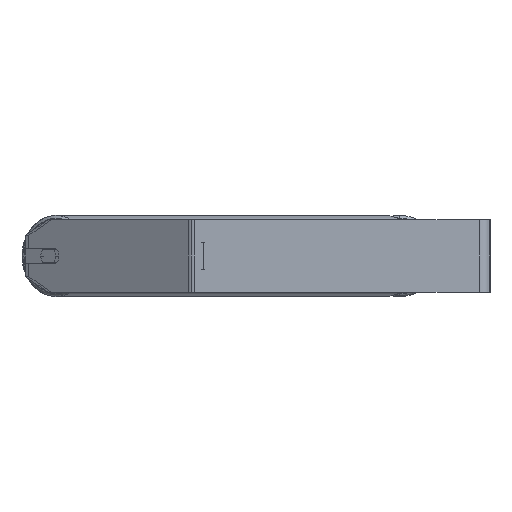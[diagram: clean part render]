
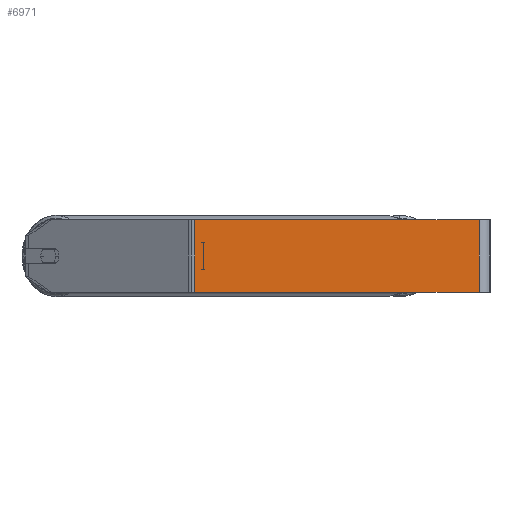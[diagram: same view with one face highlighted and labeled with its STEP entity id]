
A CAD part, left-side view. The second image highlights one B-rep face of the part: STEP entity #6971.
In plain terms, the highlighted planar face has unit normal (-1, 0, 0).
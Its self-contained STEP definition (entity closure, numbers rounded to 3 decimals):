
#468 = DIRECTION ( 'NONE',  ( 1., 0., 0. ) ) ;
#962 = ORIENTED_EDGE ( 'NONE', *, *, #6005, .F. ) ;
#1105 = ORIENTED_EDGE ( 'NONE', *, *, #8720, .F. ) ;
#1767 = FACE_OUTER_BOUND ( 'NONE', #4042, .T. ) ;
#1788 = VECTOR ( 'NONE', #4477, 1000. ) ;
#1857 = VERTEX_POINT ( 'NONE', #6373 ) ;
#1868 = VERTEX_POINT ( 'NONE', #7626 ) ;
#2049 = EDGE_CURVE ( 'NONE', #1857, #1868, #4004, .T. ) ;
#2471 = PLANE ( 'NONE',  #6423 ) ;
#3174 = DIRECTION ( 'NONE',  ( 0., 0., -1. ) ) ;
#3676 = DIRECTION ( 'NONE',  ( 0., 0., -1. ) ) ;
#3809 = LINE ( 'NONE', #4424, #1788 ) ;
#4004 = LINE ( 'NONE', #4769, #7686 ) ;
#4042 = EDGE_LOOP ( 'NONE', ( #7923, #962, #1105, #6763 ) ) ;
#4049 = VECTOR ( 'NONE', #3676, 1000. ) ;
#4094 = DIRECTION ( 'NONE',  ( 0., 0., -1. ) ) ;
#4374 = CARTESIAN_POINT ( 'NONE',  ( -1000., 12., -40. ) ) ;
#4424 = CARTESIAN_POINT ( 'NONE',  ( -1000., 327.845, 40. ) ) ;
#4477 = DIRECTION ( 'NONE',  ( 0., -1., 0. ) ) ;
#4494 = CARTESIAN_POINT ( 'NONE',  ( -1000., 327.845, 40. ) ) ;
#4750 = LINE ( 'NONE', #7406, #4891 ) ;
#4769 = CARTESIAN_POINT ( 'NONE',  ( -1000., 324.062, 40. ) ) ;
#4891 = VECTOR ( 'NONE', #7459, 1000. ) ;
#5006 = CARTESIAN_POINT ( 'NONE',  ( -1000., 12., 40. ) ) ;
#5214 = EDGE_CURVE ( 'NONE', #1868, #5982, #4750, .T. ) ;
#5250 = CARTESIAN_POINT ( 'NONE',  ( -1000., 12., 40. ) ) ;
#5809 = LINE ( 'NONE', #5006, #4049 ) ;
#5982 = VERTEX_POINT ( 'NONE', #4374 ) ;
#6005 = EDGE_CURVE ( 'NONE', #8316, #5982, #5809, .T. ) ;
#6373 = CARTESIAN_POINT ( 'NONE',  ( -1000., 324.062, 40. ) ) ;
#6423 = AXIS2_PLACEMENT_3D ( 'NONE', #4494, #468, #3174 ) ;
#6763 = ORIENTED_EDGE ( 'NONE', *, *, #2049, .T. ) ;
#6971 = ADVANCED_FACE ( 'NONE', ( #1767 ), #2471, .F. ) ;
#7406 = CARTESIAN_POINT ( 'NONE',  ( -1000., 327.845, -40. ) ) ;
#7459 = DIRECTION ( 'NONE',  ( 0., -1., 0. ) ) ;
#7626 = CARTESIAN_POINT ( 'NONE',  ( -1000., 324.062, -40. ) ) ;
#7686 = VECTOR ( 'NONE', #4094, 1000. ) ;
#7923 = ORIENTED_EDGE ( 'NONE', *, *, #5214, .T. ) ;
#8316 = VERTEX_POINT ( 'NONE', #5250 ) ;
#8720 = EDGE_CURVE ( 'NONE', #1857, #8316, #3809, .T. ) ;
